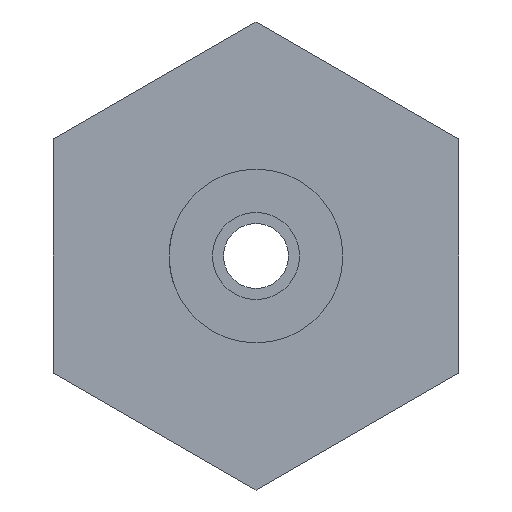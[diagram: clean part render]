
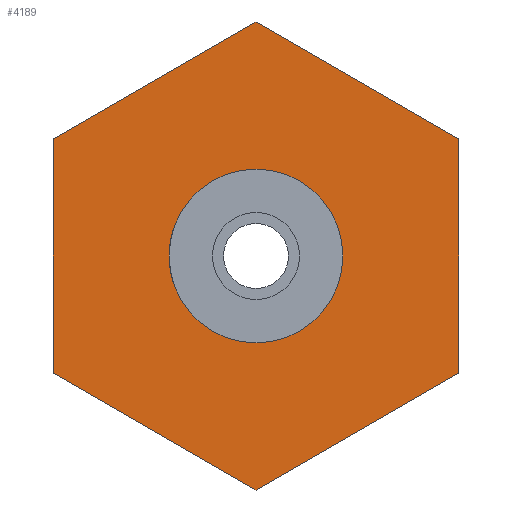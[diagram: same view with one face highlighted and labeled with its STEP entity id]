
A CAD part, left-side view. The second image highlights one B-rep face of the part: STEP entity #4189.
In plain terms, the highlighted planar face has unit normal (-1, 0, 0).
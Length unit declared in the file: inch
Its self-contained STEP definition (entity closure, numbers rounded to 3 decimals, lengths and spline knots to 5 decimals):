
#1=DIRECTION('',(0.,0.,1.));
#2=VECTOR('',#1,0.50518);
#3=CARTESIAN_POINT('',(-0.39,-0.4375,-0.25259));
#4=LINE('',#3,#2);
#5=DIRECTION('',(0.,-0.866,0.5));
#6=VECTOR('',#5,0.50518);
#7=CARTESIAN_POINT('',(-0.39,0.,-0.50518));
#8=LINE('',#7,#6);
#9=DIRECTION('',(0.,-0.866,-0.5));
#10=VECTOR('',#9,0.50518);
#11=CARTESIAN_POINT('',(-0.39,0.4375,-0.25259));
#12=LINE('',#11,#10);
#13=DIRECTION('',(0.,0.,-1.));
#14=VECTOR('',#13,0.50518);
#15=CARTESIAN_POINT('',(-0.39,0.4375,0.25259));
#16=LINE('',#15,#14);
#17=DIRECTION('',(0.,0.866,-0.5));
#18=VECTOR('',#17,0.50518);
#19=CARTESIAN_POINT('',(-0.39,0.,0.50518));
#20=LINE('',#19,#18);
#21=DIRECTION('',(0.,0.866,0.5));
#22=VECTOR('',#21,0.50518);
#23=CARTESIAN_POINT('',(-0.39,-0.4375,0.25259));
#24=LINE('',#23,#22);
#3787=CARTESIAN_POINT('',(-0.39,0.,0.));
#3788=DIRECTION('',(-1.,0.,0.));
#3789=DIRECTION('',(0.,1.,0.));
#3790=AXIS2_PLACEMENT_3D('',#3787,#3788,#3789);
#3812=CARTESIAN_POINT('',(-0.39,0.,0.));
#3813=DIRECTION('',(1.,0.,0.));
#3814=DIRECTION('',(0.,1.,0.));
#3815=AXIS2_PLACEMENT_3D('',#3812,#3813,#3814);
#3928=CARTESIAN_POINT('',(-0.39,-0.1875,0.));
#3930=VERTEX_POINT('',#3928);
#3944=CARTESIAN_POINT('',(-0.39,0.1875,0.));
#3945=VERTEX_POINT('',#3944);
#3960=CARTESIAN_POINT('',(-0.39,-0.4375,-0.25259));
#3961=CARTESIAN_POINT('',(-0.39,-0.4375,0.25259));
#3962=VERTEX_POINT('',#3960);
#3963=VERTEX_POINT('',#3961);
#3964=CARTESIAN_POINT('',(-0.39,0.,0.50518));
#3965=VERTEX_POINT('',#3964);
#3966=CARTESIAN_POINT('',(-0.39,0.4375,0.25259));
#3967=VERTEX_POINT('',#3966);
#3968=CARTESIAN_POINT('',(-0.39,0.4375,-0.25259));
#3969=VERTEX_POINT('',#3968);
#3970=CARTESIAN_POINT('',(-0.39,0.,-0.50518));
#3971=VERTEX_POINT('',#3970);
#4164=CARTESIAN_POINT('',(-0.39,0.,0.));
#4165=DIRECTION('',(-1.,0.,0.));
#4166=DIRECTION('',(0.,1.,0.));
#4167=AXIS2_PLACEMENT_3D('',#4164,#4165,#4166);
#4168=PLANE('',#4167);
#4170=ORIENTED_EDGE('',*,*,#4169,.F.);
#4172=ORIENTED_EDGE('',*,*,#4171,.F.);
#4174=ORIENTED_EDGE('',*,*,#4173,.F.);
#4176=ORIENTED_EDGE('',*,*,#4175,.F.);
#4178=ORIENTED_EDGE('',*,*,#4177,.F.);
#4180=ORIENTED_EDGE('',*,*,#4179,.F.);
#4181=EDGE_LOOP('',(#4170,#4172,#4174,#4176,#4178,#4180));
#4182=FACE_OUTER_BOUND('',#4181,.F.);
#4184=ORIENTED_EDGE('',*,*,#4183,.F.);
#4186=ORIENTED_EDGE('',*,*,#4185,.T.);
#4187=EDGE_LOOP('',(#4184,#4186));
#4188=FACE_BOUND('',#4187,.F.);
#4189=ADVANCED_FACE('',(#4182,#4188),#4168,.T.);
#3791=CIRCLE('',#3790,0.1875);
#3816=CIRCLE('',#3815,0.1875);
#4169=EDGE_CURVE('',#3962,#3963,#4,.T.);
#4171=EDGE_CURVE('',#3971,#3962,#8,.T.);
#4173=EDGE_CURVE('',#3969,#3971,#12,.T.);
#4175=EDGE_CURVE('',#3967,#3969,#16,.T.);
#4177=EDGE_CURVE('',#3965,#3967,#20,.T.);
#4179=EDGE_CURVE('',#3963,#3965,#24,.T.);
#4183=EDGE_CURVE('',#3945,#3930,#3816,.T.);
#4185=EDGE_CURVE('',#3945,#3930,#3791,.T.);
